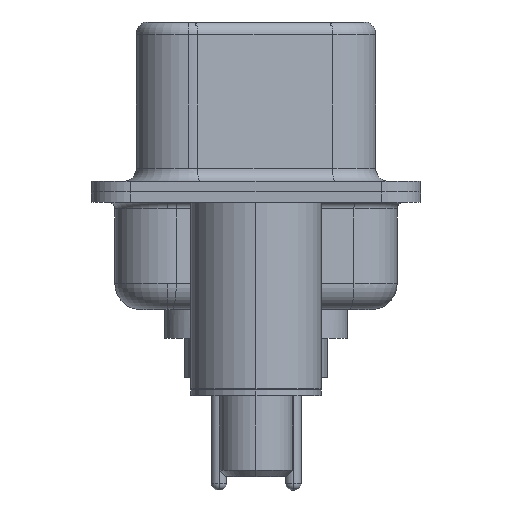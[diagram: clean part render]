
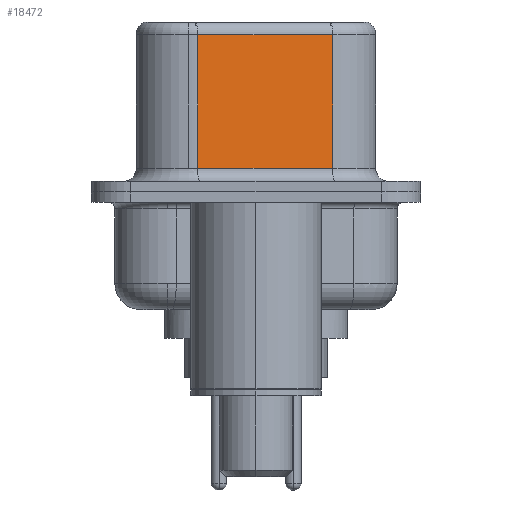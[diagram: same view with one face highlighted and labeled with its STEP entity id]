
A CAD part, left-side view. The second image highlights one B-rep face of the part: STEP entity #18472.
In plain terms, the highlighted planar face has unit normal (-0.985, -0.174, 0).
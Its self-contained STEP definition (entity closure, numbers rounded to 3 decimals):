
#2362 = CARTESIAN_POINT ( 'NONE',  ( 4.58, -2.927, 6.52 ) ) ;
#3317 = CARTESIAN_POINT ( 'NONE',  ( 4.58, -2.927, 6.02 ) ) ;
#3769 = VERTEX_POINT ( 'NONE', #15509 ) ;
#3814 = EDGE_CURVE ( 'NONE', #3769, #23161, #21067, .T. ) ;
#3904 = CARTESIAN_POINT ( 'NONE',  ( 4.58, -2.927, 0.9 ) ) ;
#4700 = LINE ( 'NONE', #19621, #21235 ) ;
#6270 = EDGE_LOOP ( 'NONE', ( #18868, #19970, #20519, #23047 ) ) ;
#6631 = EDGE_CURVE ( 'NONE', #23161, #20681, #4700, .T. ) ;
#7577 = DIRECTION ( 'NONE',  ( 0., 0., -1. ) ) ;
#8028 = DIRECTION ( 'NONE',  ( 0.174, -0.985, 0. ) ) ;
#9996 = VERTEX_POINT ( 'NONE', #3904 ) ;
#12103 = AXIS2_PLACEMENT_3D ( 'NONE', #16642, #24454, #12767 ) ;
#12126 = CARTESIAN_POINT ( 'NONE',  ( 4.58, -2.927, 0.9 ) ) ;
#12767 = DIRECTION ( 'NONE',  ( -0.174, 0.985, 0. ) ) ;
#12984 = VECTOR ( 'NONE', #20322, 1000. ) ;
#14783 = CARTESIAN_POINT ( 'NONE',  ( 3.67, 2.233, 6.02 ) ) ;
#14807 = VECTOR ( 'NONE', #8028, 1000. ) ;
#15509 = CARTESIAN_POINT ( 'NONE',  ( 4.58, -2.927, 6.02 ) ) ;
#15834 = VECTOR ( 'NONE', #25471, 1000. ) ;
#16497 = EDGE_CURVE ( 'NONE', #3769, #9996, #18215, .T. ) ;
#16642 = CARTESIAN_POINT ( 'NONE',  ( 4.58, -2.927, 6.52 ) ) ;
#17118 = EDGE_CURVE ( 'NONE', #20681, #9996, #24550, .T. ) ;
#18215 = LINE ( 'NONE', #2362, #12984 ) ;
#18472 = ADVANCED_FACE ( 'NONE', ( #20890 ), #22502, .F. ) ;
#18868 = ORIENTED_EDGE ( 'NONE', *, *, #16497, .F. ) ;
#19251 = CARTESIAN_POINT ( 'NONE',  ( 3.67, 2.233, 0.9 ) ) ;
#19621 = CARTESIAN_POINT ( 'NONE',  ( 3.67, 2.233, 6.52 ) ) ;
#19970 = ORIENTED_EDGE ( 'NONE', *, *, #3814, .T. ) ;
#20322 = DIRECTION ( 'NONE',  ( 0., 0., -1. ) ) ;
#20519 = ORIENTED_EDGE ( 'NONE', *, *, #6631, .T. ) ;
#20681 = VERTEX_POINT ( 'NONE', #19251 ) ;
#20890 = FACE_OUTER_BOUND ( 'NONE', #6270, .T. ) ;
#21067 = LINE ( 'NONE', #3317, #15834 ) ;
#21235 = VECTOR ( 'NONE', #7577, 1000. ) ;
#22502 = PLANE ( 'NONE',  #12103 ) ;
#23047 = ORIENTED_EDGE ( 'NONE', *, *, #17118, .T. ) ;
#23161 = VERTEX_POINT ( 'NONE', #14783 ) ;
#24454 = DIRECTION ( 'NONE',  ( 0.985, 0.174, 0. ) ) ;
#24550 = LINE ( 'NONE', #12126, #14807 ) ;
#25471 = DIRECTION ( 'NONE',  ( -0.174, 0.985, 0. ) ) ;
